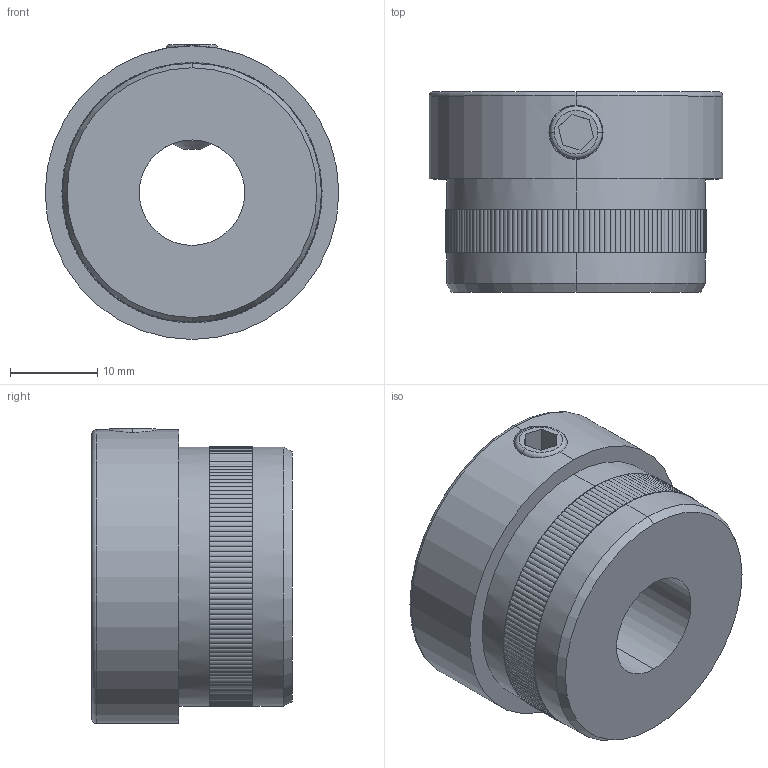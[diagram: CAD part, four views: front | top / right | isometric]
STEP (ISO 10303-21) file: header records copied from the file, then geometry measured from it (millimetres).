
FILE_DESCRIPTION (( 'STEP AP203' ), '1' );
FILE_NAME ('3D_GC2002_33.7_188684410.STEP', '2024-10-02T11:40:08', ( '' ), ( '' ), 'SwSTEP 2.0', 'SolidWorks 2024', '' );
FILE_SCHEMA (( 'CONFIG_CONTROL_DESIGN' ));
Length unit declared in the file: millimetre
Products named in the file (1): 3D_GC2002_33.7_188684410
Bounding box: 33.7 x 23 x 33.85 mm (x, y, z)
Volume: 15233.1 mm3; surface area: 5138.1 mm2
Topology: 2 solids, 2 shells, 829 faces, 1855 edges, 1030 vertices
Faces by surface type: plane 624, cylinder 197, torus 4, cone 4
Entity records: 23514 total; most frequent: DIRECTION 5133, CARTESIAN_POINT 3847, ORIENTED_EDGE 3710, AXIS2_PLACEMENT_3D 2456, EDGE_CURVE 1855, CIRCLE 1626, VERTEX_POINT 1030, EDGE_LOOP 833
